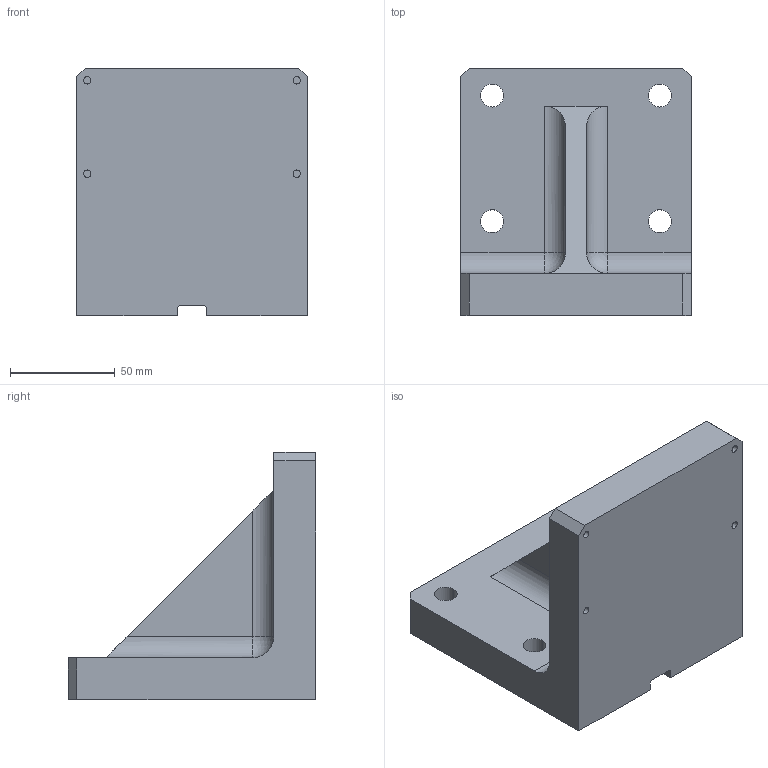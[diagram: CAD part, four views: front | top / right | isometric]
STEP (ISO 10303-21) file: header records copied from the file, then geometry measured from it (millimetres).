
FILE_DESCRIPTION(('CoCreate Modeling STEP Export'),'2;1');
FILE_NAME('m34.stp','2011-05-24T11:34:24',(''),(''),'CoCreate Modeling STEP processor for AP214 (Solid Model)','CoCreate Modeling 18.0P1120 20-Nov-2010 (C) Parametric Technology GmbH','');
FILE_SCHEMA(('AUTOMOTIVE_DESIGN { 1 0 10303 214 1 1 1 1 }'));
Length unit declared in the file: millimetre
Products named in the file (1): BODY_86____SOL10409_-_WSP_TABLE.PRT
Bounding box: 110 x 118 x 118 mm (x, y, z)
Volume: 498665.9 mm3; surface area: 68144.2 mm2
Topology: 1 solids, 1 shells, 55 faces, 137 edges, 88 vertices
Faces by surface type: plane 27, cylinder 26, sphere 2
Entity records: 1571 total; most frequent: ORIENTED_EDGE 270, CARTESIAN_POINT 259, DIRECTION 259, EDGE_CURVE 135, AXIS2_PLACEMENT_3D 88, VERTEX_POINT 88, VECTOR 83, LINE 83
